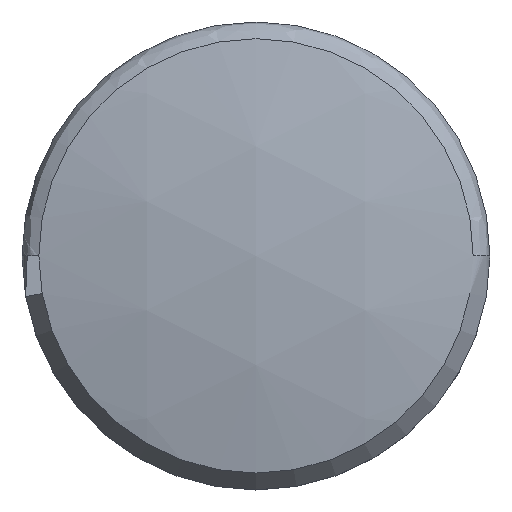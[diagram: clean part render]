
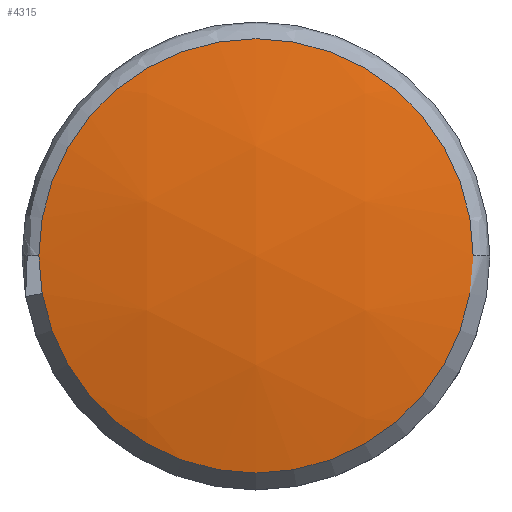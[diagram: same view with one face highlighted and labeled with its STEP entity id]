
A CAD part, top view. The second image highlights one B-rep face of the part: STEP entity #4315.
In plain terms, the highlighted spherical face has radius 135 mm.
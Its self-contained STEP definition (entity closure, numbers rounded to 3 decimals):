
#613 = SPHERICAL_SURFACE ( 'NONE', #13977, 135. ) ;
#1593 = EDGE_LOOP ( 'NONE', ( #4550, #7639 ) ) ;
#1688 = FACE_OUTER_BOUND ( 'NONE', #1593, .T. ) ;
#2287 = CIRCLE ( 'NONE', #10313, 30.17 ) ;
#3057 = CARTESIAN_POINT ( 'NONE',  ( 0., 0., 50.085 ) ) ;
#3925 = DIRECTION ( 'NONE',  ( 0., 0., -1. ) ) ;
#4315 = ADVANCED_FACE ( 'NONE', ( #1688 ), #613, .T. ) ;
#4550 = ORIENTED_EDGE ( 'NONE', *, *, #12839, .F. ) ;
#4645 = VERTEX_POINT ( 'NONE', #9418 ) ;
#4977 = CARTESIAN_POINT ( 'NONE',  ( 0., 0., -81.5 ) ) ;
#6476 = AXIS2_PLACEMENT_3D ( 'NONE', #3057, #7435, #11841 ) ;
#7435 = DIRECTION ( 'NONE',  ( 0., 0., -1. ) ) ;
#7639 = ORIENTED_EDGE ( 'NONE', *, *, #7994, .F. ) ;
#7994 = EDGE_CURVE ( 'NONE', #4645, #9691, #12681, .T. ) ;
#8317 = DIRECTION ( 'NONE',  ( 0., 1., 0. ) ) ;
#9375 = DIRECTION ( 'NONE',  ( -1., 0., 0. ) ) ;
#9418 = CARTESIAN_POINT ( 'NONE',  ( -30.17, 0., 50.085 ) ) ;
#9691 = VERTEX_POINT ( 'NONE', #12084 ) ;
#10313 = AXIS2_PLACEMENT_3D ( 'NONE', #13792, #3925, #8317 ) ;
#11841 = DIRECTION ( 'NONE',  ( 0., 1., 0. ) ) ;
#12084 = CARTESIAN_POINT ( 'NONE',  ( 30.17, 0., 50.085 ) ) ;
#12681 = CIRCLE ( 'NONE', #6476, 30.17 ) ;
#12839 = EDGE_CURVE ( 'NONE', #9691, #4645, #2287, .T. ) ;
#13772 = DIRECTION ( 'NONE',  ( 0., 1., 0. ) ) ;
#13792 = CARTESIAN_POINT ( 'NONE',  ( 0., 0., 50.085 ) ) ;
#13977 = AXIS2_PLACEMENT_3D ( 'NONE', #4977, #9375, #13772 ) ;
